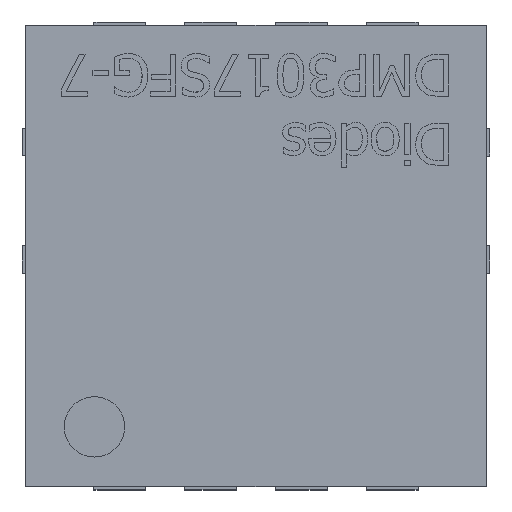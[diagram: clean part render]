
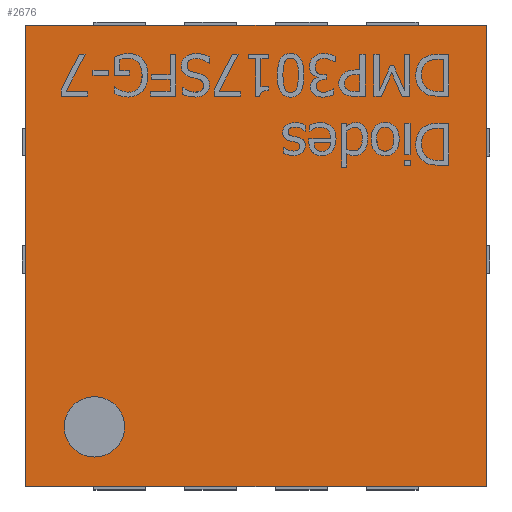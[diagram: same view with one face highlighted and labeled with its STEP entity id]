
A CAD part, top view. The second image highlights one B-rep face of the part: STEP entity #2676.
In plain terms, the highlighted planar face has unit normal (0, 0, 1).
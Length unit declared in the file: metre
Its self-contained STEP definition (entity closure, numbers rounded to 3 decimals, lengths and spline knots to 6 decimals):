
#2254 = EDGE_CURVE( '', #5352, #5114, #5437, .T. );
#2506 = EDGE_CURVE( '', #5799, #5352, #5800, .T. );
#2676 = ADVANCED_FACE( '', ( #6030 ), #6031, .T. );
#3474 = EDGE_CURVE( '', #5114, #5121, #7006, .T. );
#3912 = EDGE_CURVE( '', #5121, #5799, #7518, .T. );
#5114 = VERTEX_POINT( '', #9310 );
#5121 = VERTEX_POINT( '', #9321 );
#5352 = VERTEX_POINT( '', #9683 );
#5437 = LINE( '', #9822, #9823 );
#5799 = VERTEX_POINT( '', #10407 );
#5800 = LINE( '', #10408, #10409 );
#6030 = FACE_OUTER_BOUND( '', #10795, .T. );
#6031 = PLANE( '', #10796 );
#7006 = LINE( '', #12515, #12516 );
#7518 = LINE( '', #13453, #13454 );
#9310 = CARTESIAN_POINT( '', ( 0.001649, 0.001655, 0.000875 ) );
#9321 = CARTESIAN_POINT( '', ( -0.001651, 0.001655, 0.000875 ) );
#9683 = CARTESIAN_POINT( '', ( 0.001649, -0.001645, 0.000875 ) );
#9822 = CARTESIAN_POINT( '', ( 0.001649, -0.001645, 0.000875 ) );
#9823 = VECTOR( '', #15024, 1. );
#10407 = CARTESIAN_POINT( '', ( -0.001651, -0.001645, 0.000875 ) );
#10408 = CARTESIAN_POINT( '', ( -0.001651, -0.001645, 0.000875 ) );
#10409 = VECTOR( '', #15562, 1. );
#10795 = EDGE_LOOP( '', ( #15882, #15883, #15884, #15885 ) );
#10796 = AXIS2_PLACEMENT_3D( '', #15886, #15887, #15888 );
#12515 = CARTESIAN_POINT( '', ( 0.001649, 0.001655, 0.000875 ) );
#12516 = VECTOR( '', #17336, 1. );
#13453 = CARTESIAN_POINT( '', ( -0.001651, 0.001655, 0.000875 ) );
#13454 = VECTOR( '', #18136, 1. );
#15024 = DIRECTION( '', ( 0., 1., 0. ) );
#15562 = DIRECTION( '', ( 1., 0., 0. ) );
#15882 = ORIENTED_EDGE( '', *, *, #3474, .T. );
#15883 = ORIENTED_EDGE( '', *, *, #3912, .T. );
#15884 = ORIENTED_EDGE( '', *, *, #2506, .T. );
#15885 = ORIENTED_EDGE( '', *, *, #2254, .T. );
#15886 = CARTESIAN_POINT( '', ( 0., 0.000005, 0.000875 ) );
#15887 = DIRECTION( '', ( 0., 0., 1. ) );
#15888 = DIRECTION( '', ( 1., 0., 0. ) );
#17336 = DIRECTION( '', ( -1., 0., 0. ) );
#18136 = DIRECTION( '', ( 0., -1., 0. ) );
